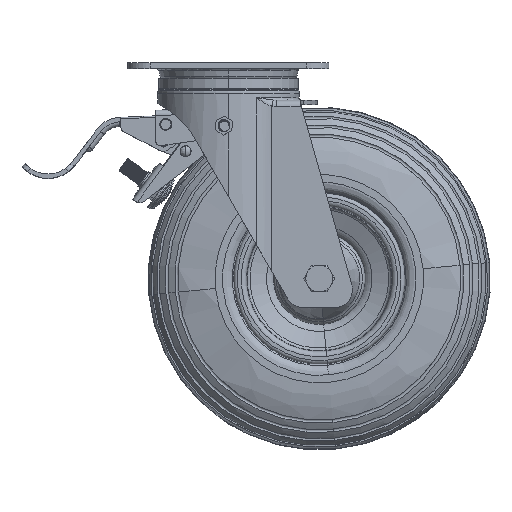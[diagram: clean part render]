
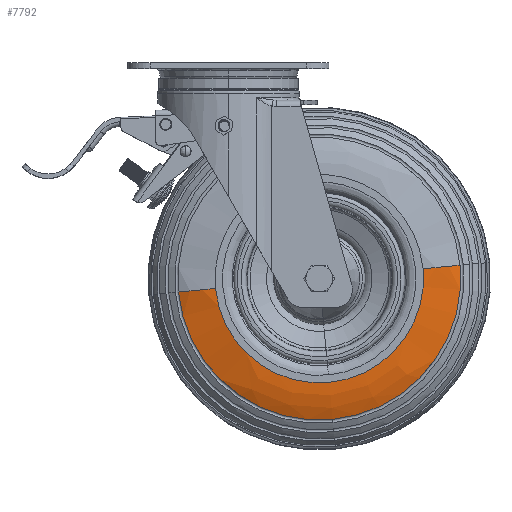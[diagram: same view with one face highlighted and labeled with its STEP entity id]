
A CAD part, top view. The second image highlights one B-rep face of the part: STEP entity #7792.
In plain terms, the highlighted free-form (B-spline) face has degree [3, 3] with [4, 4] control points.
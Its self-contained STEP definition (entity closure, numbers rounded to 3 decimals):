
#857 = CARTESIAN_POINT ( 'NONE',  ( 162.69, -136.002, 27.034 ) ) ;
#7612 = AXIS2_PLACEMENT_3D ( 'NONE', #71139, #43186, #34695 ) ;
#7792 = ADVANCED_FACE ( 'NONE', ( #29740 ), #85222, .F. ) ;
#7894 = CARTESIAN_POINT ( 'NONE',  ( 180.683, -325.101, 27.034 ) ) ;
#8218 = CARTESIAN_POINT ( 'NONE',  ( 11.716, -290.999, 32.5 ) ) ;
#9828 = EDGE_CURVE ( 'NONE', #35664, #21453, #35423, .T. ) ;
#11595 =( BOUNDED_CURVE ( )  B_SPLINE_CURVE ( 3, ( #12714, #33387, #34642, #55580 ),
 .UNSPECIFIED., .F., .F. ) 
 B_SPLINE_CURVE_WITH_KNOTS ( ( 4, 4 ),
 ( 4.712, 5.301 ),
 .UNSPECIFIED. ) 
 CURVE ( )  GEOMETRIC_REPRESENTATION_ITEM ( )  RATIONAL_B_SPLINE_CURVE ( ( 1., 0.971, 0.971, 1. ) ) 
 REPRESENTATION_ITEM ( '' )  );
#12714 = CARTESIAN_POINT ( 'NONE',  ( -1.545, -151.628, 32.5 ) ) ;
#16805 = EDGE_LOOP ( 'NONE', ( #46320, #88485, #50315, #52524, #32321 ) ) ;
#19426 = CARTESIAN_POINT ( 'NONE',  ( 146.741, -137.519, 32.5 ) ) ;
#20430 = VERTEX_POINT ( 'NONE', #51563 ) ;
#20524 = CIRCLE ( 'NONE', #47984, 94.977 ) ;
#20994 = EDGE_CURVE ( 'NONE', #35664, #30065, #54370, .T. ) ;
#21453 = VERTEX_POINT ( 'NONE', #86141 ) ;
#21810 = CARTESIAN_POINT ( 'NONE',  ( -26.41, -153.994, 27.034 ) ) ;
#22443 = CARTESIAN_POINT ( 'NONE',  ( -18.993, -153.288, 30.624 ) ) ;
#22779 = CARTESIAN_POINT ( 'NONE',  ( 4.497, -309.679, 32.5 ) ) ;
#25318 = AXIS2_PLACEMENT_3D ( 'NONE', #49929, #64767, #94021 ) ;
#29134 = CARTESIAN_POINT ( 'NONE',  ( 137.826, -138.368, 32.5 ) ) ;
#29648 = EDGE_CURVE ( 'NONE', #30065, #20430, #44701, .T. ) ;
#29740 = FACE_OUTER_BOUND ( 'NONE', #16805, .T. ) ;
#29782 = CARTESIAN_POINT ( 'NONE',  ( -10.461, -152.477, 32.5 ) ) ;
#30065 = VERTEX_POINT ( 'NONE', #35196 ) ;
#32321 = ORIENTED_EDGE ( 'NONE', *, *, #29648, .F. ) ;
#33387 = CARTESIAN_POINT ( 'NONE',  ( -10.461, -152.477, 32.5 ) ) ;
#34642 = CARTESIAN_POINT ( 'NONE',  ( -18.993, -153.288, 30.624 ) ) ;
#34695 = DIRECTION ( 'NONE',  ( 0.095, -0.996, 0. ) ) ;
#35196 = CARTESIAN_POINT ( 'NONE',  ( 162.69, -136.002, 27.034 ) ) ;
#35423 = CIRCLE ( 'NONE', #25318, 70. ) ;
#35664 = VERTEX_POINT ( 'NONE', #92497 ) ;
#40722 = CARTESIAN_POINT ( 'NONE',  ( 137.826, -138.368, 32.5 ) ) ;
#43186 = DIRECTION ( 'NONE',  ( 0., 0., -1. ) ) ;
#43393 = CARTESIAN_POINT ( 'NONE',  ( 161.699, -294.721, 32.5 ) ) ;
#44701 = CIRCLE ( 'NONE', #7612, 94.977 ) ;
#46320 = ORIENTED_EDGE ( 'NONE', *, *, #20994, .F. ) ;
#47984 = AXIS2_PLACEMENT_3D ( 'NONE', #58152, #87065, #80393 ) ;
#49929 = CARTESIAN_POINT ( 'NONE',  ( 68.14, -144.998, 32.5 ) ) ;
#50315 = ORIENTED_EDGE ( 'NONE', *, *, #86084, .T. ) ;
#51329 = CARTESIAN_POINT ( 'NONE',  ( 171.855, -310.974, 30.624 ) ) ;
#51563 = CARTESIAN_POINT ( 'NONE',  ( 77.137, -239.548, 27.034 ) ) ;
#52524 = ORIENTED_EDGE ( 'NONE', *, *, #70934, .F. ) ;
#54370 =( BOUNDED_CURVE ( )  B_SPLINE_CURVE ( 3, ( #40722, #19426, #69584, #55924 ),
 .UNSPECIFIED., .F., .F. ) 
 B_SPLINE_CURVE_WITH_KNOTS ( ( 4, 4 ),
 ( 4.712, 5.301 ),
 .UNSPECIFIED. ) 
 CURVE ( )  GEOMETRIC_REPRESENTATION_ITEM ( )  RATIONAL_B_SPLINE_CURVE ( ( 1., 0.971, 0.971, 1. ) ) 
 REPRESENTATION_ITEM ( '' )  );
#55580 = CARTESIAN_POINT ( 'NONE',  ( -26.41, -153.994, 27.034 ) ) ;
#55924 = CARTESIAN_POINT ( 'NONE',  ( 162.69, -136.002, 27.034 ) ) ;
#57962 = CARTESIAN_POINT ( 'NONE',  ( 155.274, -136.707, 30.624 ) ) ;
#58152 = CARTESIAN_POINT ( 'NONE',  ( 68.14, -144.998, 27.034 ) ) ;
#58824 = CARTESIAN_POINT ( 'NONE',  ( -26.41, -153.994, 27.034 ) ) ;
#64767 = DIRECTION ( 'NONE',  ( 0., 0., -1. ) ) ;
#64930 = CARTESIAN_POINT ( 'NONE',  ( -1.545, -151.628, 32.5 ) ) ;
#65249 = CARTESIAN_POINT ( 'NONE',  ( -8.417, -343.094, 27.034 ) ) ;
#66204 = CARTESIAN_POINT ( 'NONE',  ( 151.086, -277.738, 32.5 ) ) ;
#69584 = CARTESIAN_POINT ( 'NONE',  ( 155.274, -136.707, 30.624 ) ) ;
#70934 = EDGE_CURVE ( 'NONE', #20430, #88789, #20524, .T. ) ;
#71139 = CARTESIAN_POINT ( 'NONE',  ( 68.14, -144.998, 27.034 ) ) ;
#73545 = CARTESIAN_POINT ( 'NONE',  ( -2.412, -327.556, 30.624 ) ) ;
#80204 = CARTESIAN_POINT ( 'NONE',  ( 146.741, -137.519, 32.5 ) ) ;
#80393 = DIRECTION ( 'NONE',  ( 0.095, -0.996, 0. ) ) ;
#85222 =( BOUNDED_SURFACE ( )  B_SPLINE_SURFACE ( 3, 3, ( 
 ( #29134, #66204, #8218, #64930 ),
 ( #80204, #43393, #22779, #29782 ),
 ( #57962, #51329, #73545, #22443 ),
 ( #857, #7894, #65249, #21810 ) ),
 .UNSPECIFIED., .F., .F., .F. ) 
 B_SPLINE_SURFACE_WITH_KNOTS ( ( 4, 4 ),
 ( 4, 4 ),
 ( 0., 1. ),
 ( 0., 1. ),
 .UNSPECIFIED. ) 
 GEOMETRIC_REPRESENTATION_ITEM ( )  RATIONAL_B_SPLINE_SURFACE ( (
 ( 1., 0.333, 0.333, 1.),
 ( 0.971, 0.324, 0.324, 0.971),
 ( 0.971, 0.324, 0.324, 0.971),
 ( 1., 0.333, 0.333, 1.) ) ) 
 REPRESENTATION_ITEM ( '' )  SURFACE ( )  );
#86084 = EDGE_CURVE ( 'NONE', #21453, #88789, #11595, .T. ) ;
#86141 = CARTESIAN_POINT ( 'NONE',  ( -1.545, -151.628, 32.5 ) ) ;
#87065 = DIRECTION ( 'NONE',  ( 0., 0., -1. ) ) ;
#88485 = ORIENTED_EDGE ( 'NONE', *, *, #9828, .T. ) ;
#88789 = VERTEX_POINT ( 'NONE', #58824 ) ;
#92497 = CARTESIAN_POINT ( 'NONE',  ( 137.826, -138.368, 32.5 ) ) ;
#94021 = DIRECTION ( 'NONE',  ( 0.095, -0.996, 0. ) ) ;
